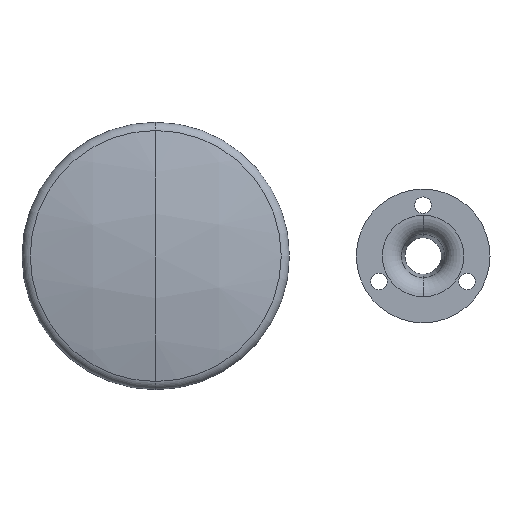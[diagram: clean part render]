
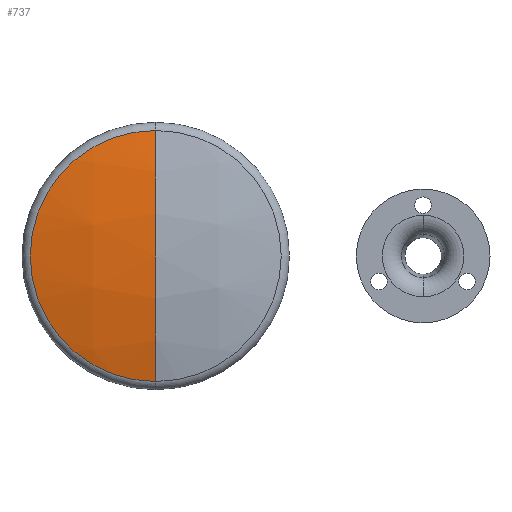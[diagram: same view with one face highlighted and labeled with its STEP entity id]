
A CAD part, front view. The second image highlights one B-rep face of the part: STEP entity #737.
In plain terms, the highlighted spherical face has radius 100 mm.
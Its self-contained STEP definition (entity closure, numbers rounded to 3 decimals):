
#8 = VERTEX_POINT ( 'NONE', #980 ) ;
#25 = VERTEX_POINT ( 'NONE', #371 ) ;
#113 = CARTESIAN_POINT ( 'NONE',  ( 0., 100., 0. ) ) ;
#245 = CARTESIAN_POINT ( 'NONE',  ( 0., 100., 0. ) ) ;
#310 = CARTESIAN_POINT ( 'NONE',  ( 0., 2.793, 0. ) ) ;
#329 = DIRECTION ( 'NONE',  ( -1., 0., 0. ) ) ;
#369 = ORIENTED_EDGE ( 'NONE', *, *, #944, .T. ) ;
#371 = CARTESIAN_POINT ( 'NONE',  ( 0., 0., 0. ) ) ;
#392 = AXIS2_PLACEMENT_3D ( 'NONE', #310, #801, #1114 ) ;
#412 = AXIS2_PLACEMENT_3D ( 'NONE', #113, #329, #833 ) ;
#439 = AXIS2_PLACEMENT_3D ( 'NONE', #522, #517, #630 ) ;
#455 = SPHERICAL_SURFACE ( 'NONE', #412, 100. ) ;
#517 = DIRECTION ( 'NONE',  ( 1., 0., 0. ) ) ;
#522 = CARTESIAN_POINT ( 'NONE',  ( 0., 100., 0. ) ) ;
#582 = EDGE_CURVE ( 'NONE', #1122, #8, #1171, .T. ) ;
#630 = DIRECTION ( 'NONE',  ( 0., 0., -1. ) ) ;
#643 = AXIS2_PLACEMENT_3D ( 'NONE', #245, #1151, #857 ) ;
#717 = ORIENTED_EDGE ( 'NONE', *, *, #582, .T. ) ;
#737 = ADVANCED_FACE ( 'NONE', ( #864 ), #455, .T. ) ;
#758 = EDGE_LOOP ( 'NONE', ( #717, #369, #1141 ) ) ;
#801 = DIRECTION ( 'NONE',  ( 0., -1., 0. ) ) ;
#833 = DIRECTION ( 'NONE',  ( 0., 0., 1. ) ) ;
#857 = DIRECTION ( 'NONE',  ( 0., 0., 1. ) ) ;
#864 = FACE_OUTER_BOUND ( 'NONE', #758, .T. ) ;
#881 = EDGE_CURVE ( 'NONE', #1122, #25, #977, .T. ) ;
#909 = CARTESIAN_POINT ( 'NONE',  ( 0., 2.793, 23.469 ) ) ;
#944 = EDGE_CURVE ( 'NONE', #8, #25, #1286, .T. ) ;
#977 = CIRCLE ( 'NONE', #439, 100. ) ;
#980 = CARTESIAN_POINT ( 'NONE',  ( 0., 2.793, -23.469 ) ) ;
#1114 = DIRECTION ( 'NONE',  ( 0., 0., 1. ) ) ;
#1122 = VERTEX_POINT ( 'NONE', #909 ) ;
#1141 = ORIENTED_EDGE ( 'NONE', *, *, #881, .F. ) ;
#1151 = DIRECTION ( 'NONE',  ( -1., 0., 0. ) ) ;
#1171 = CIRCLE ( 'NONE', #392, 23.469 ) ;
#1286 = CIRCLE ( 'NONE', #643, 100. ) ;
